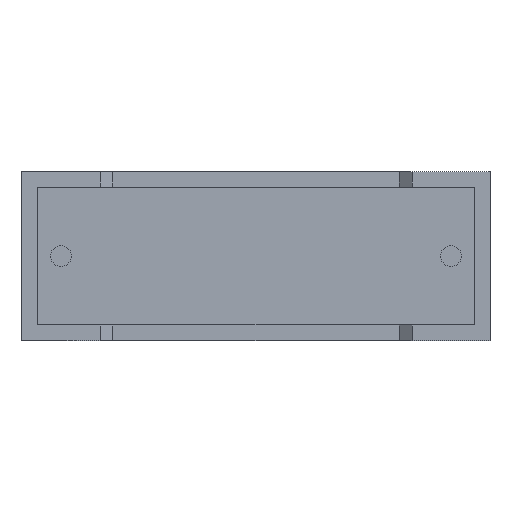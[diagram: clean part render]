
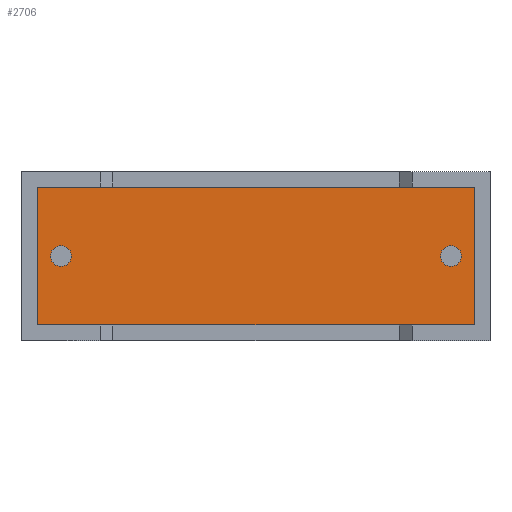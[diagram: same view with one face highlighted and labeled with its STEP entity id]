
A CAD part, front view. The second image highlights one B-rep face of the part: STEP entity #2706.
In plain terms, the highlighted planar face has unit normal (0, -1, 0).
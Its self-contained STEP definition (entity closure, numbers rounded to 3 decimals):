
#39 = AXIS2_PLACEMENT_3D ( 'NONE', #547, #2371, #2434 ) ;
#74 = CARTESIAN_POINT ( 'NONE',  ( 16.5, 0.75, 2.85 ) ) ;
#205 = FACE_BOUND ( 'NONE', #1023, .T. ) ;
#269 = VECTOR ( 'NONE', #2852, 1000. ) ;
#280 = VERTEX_POINT ( 'NONE', #1645 ) ;
#281 = AXIS2_PLACEMENT_3D ( 'NONE', #383, #1819, #1288 ) ;
#383 = CARTESIAN_POINT ( 'NONE',  ( 16.5, 0.75, 3.25 ) ) ;
#399 = ORIENTED_EDGE ( 'NONE', *, *, #1868, .T. ) ;
#432 = DIRECTION ( 'NONE',  ( 0., 0., -1. ) ) ;
#446 = LINE ( 'NONE', #2813, #1061 ) ;
#517 = VERTEX_POINT ( 'NONE', #542 ) ;
#542 = CARTESIAN_POINT ( 'NONE',  ( 17.4, 0.75, 5.9 ) ) ;
#547 = CARTESIAN_POINT ( 'NONE',  ( 0., 0.75, 0. ) ) ;
#548 = VERTEX_POINT ( 'NONE', #1213 ) ;
#595 = CARTESIAN_POINT ( 'NONE',  ( 17.4, 0.75, 0.6 ) ) ;
#651 = DIRECTION ( 'NONE',  ( 0., -1., 0. ) ) ;
#654 = FACE_OUTER_BOUND ( 'NONE', #660, .T. ) ;
#660 = EDGE_LOOP ( 'NONE', ( #1818, #2069, #2631, #399 ) ) ;
#663 = EDGE_CURVE ( 'NONE', #2824, #517, #446, .T. ) ;
#703 = EDGE_CURVE ( 'NONE', #1817, #280, #2392, .T. ) ;
#721 = CIRCLE ( 'NONE', #3046, 0.4 ) ;
#828 = AXIS2_PLACEMENT_3D ( 'NONE', #1828, #1403, #941 ) ;
#916 = EDGE_LOOP ( 'NONE', ( #2302, #2863 ) ) ;
#941 = DIRECTION ( 'NONE',  ( 0., 0., -1. ) ) ;
#950 = DIRECTION ( 'NONE',  ( 0., 0., -1. ) ) ;
#973 = CIRCLE ( 'NONE', #828, 0.4 ) ;
#1023 = EDGE_LOOP ( 'NONE', ( #2990, #1673 ) ) ;
#1052 = DIRECTION ( 'NONE',  ( -1., 0., 0. ) ) ;
#1061 = VECTOR ( 'NONE', #2114, 1000. ) ;
#1196 = EDGE_CURVE ( 'NONE', #2699, #548, #721, .T. ) ;
#1213 = CARTESIAN_POINT ( 'NONE',  ( 1.5, 0.75, 3.65 ) ) ;
#1288 = DIRECTION ( 'NONE',  ( 0., 0., -1. ) ) ;
#1403 = DIRECTION ( 'NONE',  ( 0., -1., 0. ) ) ;
#1441 = CARTESIAN_POINT ( 'NONE',  ( 0.6, 0.75, 0.6 ) ) ;
#1481 = LINE ( 'NONE', #1924, #2898 ) ;
#1625 = DIRECTION ( 'NONE',  ( 0., 0., -1. ) ) ;
#1645 = CARTESIAN_POINT ( 'NONE',  ( 16.5, 0.75, 3.65 ) ) ;
#1673 = ORIENTED_EDGE ( 'NONE', *, *, #703, .F. ) ;
#1796 = VECTOR ( 'NONE', #1625, 1000. ) ;
#1817 = VERTEX_POINT ( 'NONE', #74 ) ;
#1818 = ORIENTED_EDGE ( 'NONE', *, *, #1995, .T. ) ;
#1819 = DIRECTION ( 'NONE',  ( 0., -1., 0. ) ) ;
#1825 = CARTESIAN_POINT ( 'NONE',  ( 1.5, 0.75, 2.85 ) ) ;
#1827 = VERTEX_POINT ( 'NONE', #1881 ) ;
#1828 = CARTESIAN_POINT ( 'NONE',  ( 1.5, 0.75, 3.25 ) ) ;
#1868 = EDGE_CURVE ( 'NONE', #517, #2684, #1481, .T. ) ;
#1874 = LINE ( 'NONE', #2614, #1796 ) ;
#1881 = CARTESIAN_POINT ( 'NONE',  ( 0.6, 0.75, 0.6 ) ) ;
#1924 = CARTESIAN_POINT ( 'NONE',  ( 17.4, 0.75, 5.9 ) ) ;
#1995 = EDGE_CURVE ( 'NONE', #2684, #1827, #1874, .T. ) ;
#2008 = EDGE_CURVE ( 'NONE', #1827, #2824, #2080, .T. ) ;
#2069 = ORIENTED_EDGE ( 'NONE', *, *, #2008, .T. ) ;
#2080 = LINE ( 'NONE', #1441, #269 ) ;
#2106 = CIRCLE ( 'NONE', #281, 0.4 ) ;
#2114 = DIRECTION ( 'NONE',  ( 0., 0., 1. ) ) ;
#2145 = AXIS2_PLACEMENT_3D ( 'NONE', #2261, #651, #432 ) ;
#2261 = CARTESIAN_POINT ( 'NONE',  ( 16.5, 0.75, 3.25 ) ) ;
#2302 = ORIENTED_EDGE ( 'NONE', *, *, #2363, .F. ) ;
#2334 = DIRECTION ( 'NONE',  ( 0., -1., 0. ) ) ;
#2363 = EDGE_CURVE ( 'NONE', #548, #2699, #973, .T. ) ;
#2371 = DIRECTION ( 'NONE',  ( 0., -1., 0. ) ) ;
#2392 = CIRCLE ( 'NONE', #2145, 0.4 ) ;
#2434 = DIRECTION ( 'NONE',  ( 0., 0., -1. ) ) ;
#2540 = FACE_BOUND ( 'NONE', #916, .T. ) ;
#2575 = PLANE ( 'NONE',  #39 ) ;
#2614 = CARTESIAN_POINT ( 'NONE',  ( 0.6, 0.75, 5.9 ) ) ;
#2631 = ORIENTED_EDGE ( 'NONE', *, *, #663, .T. ) ;
#2684 = VERTEX_POINT ( 'NONE', #3032 ) ;
#2699 = VERTEX_POINT ( 'NONE', #1825 ) ;
#2706 = ADVANCED_FACE ( 'NONE', ( #205, #654, #2540 ), #2575, .T. ) ;
#2813 = CARTESIAN_POINT ( 'NONE',  ( 17.4, 0.75, 0.6 ) ) ;
#2824 = VERTEX_POINT ( 'NONE', #595 ) ;
#2852 = DIRECTION ( 'NONE',  ( 1., 0., 0. ) ) ;
#2863 = ORIENTED_EDGE ( 'NONE', *, *, #1196, .F. ) ;
#2898 = VECTOR ( 'NONE', #1052, 1000. ) ;
#2932 = CARTESIAN_POINT ( 'NONE',  ( 1.5, 0.75, 3.25 ) ) ;
#2990 = ORIENTED_EDGE ( 'NONE', *, *, #3041, .F. ) ;
#3032 = CARTESIAN_POINT ( 'NONE',  ( 0.6, 0.75, 5.9 ) ) ;
#3041 = EDGE_CURVE ( 'NONE', #280, #1817, #2106, .T. ) ;
#3046 = AXIS2_PLACEMENT_3D ( 'NONE', #2932, #2334, #950 ) ;
